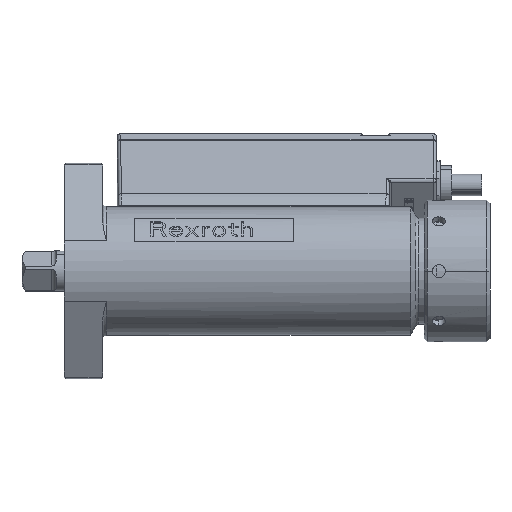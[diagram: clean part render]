
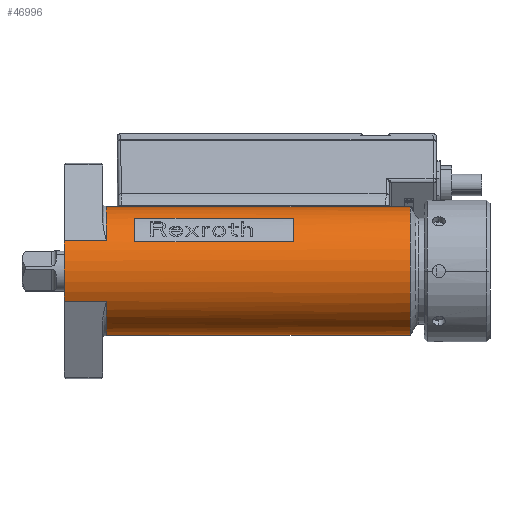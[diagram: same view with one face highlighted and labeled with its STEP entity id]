
A CAD part, front view. The second image highlights one B-rep face of the part: STEP entity #46996.
In plain terms, the highlighted cylindrical face has radius 20 mm (diameter 40 mm), a partial arc.
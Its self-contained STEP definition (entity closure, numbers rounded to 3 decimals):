
#7970=CARTESIAN_POINT('',(-10.8,0.,0.));
#7971=DIRECTION('',(-1.,0.,0.));
#7972=DIRECTION('',(0.,0.,-1.));
#7973=AXIS2_PLACEMENT_3D('',#7970,#7971,#7972);
#7979=DIRECTION('',(1.,0.,0.));
#7980=VECTOR('',#7979,13.2);
#7981=CARTESIAN_POINT('',(-118.6,-17.647,9.412));
#7982=LINE('',#7981,#7980);
#7983=DIRECTION('',(-1.,0.,0.));
#7984=VECTOR('',#7983,94.6);
#7985=CARTESIAN_POINT('',(-10.8,0.,-20.));
#7986=LINE('',#7985,#7984);
#7987=DIRECTION('',(-1.,0.,0.));
#7988=VECTOR('',#7987,13.2);
#7989=CARTESIAN_POINT('',(-105.4,-17.647,-9.412));
#7990=LINE('',#7989,#7988);
#7991=DIRECTION('',(-1.,0.,0.));
#7992=VECTOR('',#7991,49.5);
#7993=CARTESIAN_POINT('',(-47.1,-11.472,16.383));
#7994=LINE('',#7993,#7992);
#7995=DIRECTION('',(1.,0.,0.));
#7996=VECTOR('',#7995,49.5);
#7997=CARTESIAN_POINT('',(-96.6,-17.831,9.059));
#7998=LINE('',#7997,#7996);
#8026=CARTESIAN_POINT('',(-118.6,0.,0.));
#8027=DIRECTION('',(1.,0.,0.));
#8028=DIRECTION('',(0.,-0.882,0.471));
#8029=AXIS2_PLACEMENT_3D('',#8026,#8027,#8028);
#8148=CARTESIAN_POINT('',(-105.4,0.,0.));
#8149=DIRECTION('',(1.,0.,0.));
#8150=DIRECTION('',(0.,-0.882,-0.471));
#8151=AXIS2_PLACEMENT_3D('',#8148,#8149,#8150);
#8262=DIRECTION('',(-1.,0.,0.));
#8263=VECTOR('',#8262,94.6);
#8264=CARTESIAN_POINT('',(-10.8,0.,20.));
#8265=LINE('',#8264,#8263);
#8387=CARTESIAN_POINT('',(-105.4,0.,0.));
#8388=DIRECTION('',(1.,0.,0.));
#8389=DIRECTION('',(0.,0.,1.));
#8390=AXIS2_PLACEMENT_3D('',#8387,#8388,#8389);
#25101=CARTESIAN_POINT('',(-47.1,0.,0.));
#25102=DIRECTION('',(1.,0.,0.));
#25103=DIRECTION('',(0.,-0.574,0.819));
#25104=AXIS2_PLACEMENT_3D('',#25101,#25102,#25103);
#25124=CARTESIAN_POINT('',(-96.6,0.,0.));
#25125=DIRECTION('',(-1.,0.,0.));
#25126=DIRECTION('',(0.,-0.892,0.453));
#25127=AXIS2_PLACEMENT_3D('',#25124,#25125,#25126);
#31466=CARTESIAN_POINT('',(-10.8,0.,20.));
#31467=VERTEX_POINT('',#31466);
#31468=CARTESIAN_POINT('',(-10.8,0.,-20.));
#31469=VERTEX_POINT('',#31468);
#31470=CARTESIAN_POINT('',(-118.6,-17.647,9.412));
#31471=CARTESIAN_POINT('',(-118.6,-17.647,-9.412));
#31472=VERTEX_POINT('',#31470);
#31473=VERTEX_POINT('',#31471);
#31474=CARTESIAN_POINT('',(-105.4,-17.647,9.412));
#31475=VERTEX_POINT('',#31474);
#31476=CARTESIAN_POINT('',(-105.4,0.,20.));
#31477=VERTEX_POINT('',#31476);
#31478=CARTESIAN_POINT('',(-105.4,0.,-20.));
#31479=VERTEX_POINT('',#31478);
#31480=CARTESIAN_POINT('',(-105.4,-17.647,-9.412));
#31481=VERTEX_POINT('',#31480);
#31482=CARTESIAN_POINT('',(-47.1,-11.472,16.383));
#31483=CARTESIAN_POINT('',(-47.1,-17.831,9.059));
#31484=VERTEX_POINT('',#31482);
#31485=VERTEX_POINT('',#31483);
#31486=CARTESIAN_POINT('',(-96.6,-11.472,16.383));
#31487=VERTEX_POINT('',#31486);
#31488=CARTESIAN_POINT('',(-96.6,-17.831,9.059));
#31489=VERTEX_POINT('',#31488);
#46964=CARTESIAN_POINT('',(5.33,0.,0.));
#46965=DIRECTION('',(-1.,0.,0.));
#46966=DIRECTION('',(0.,0.,1.));
#46967=AXIS2_PLACEMENT_3D('',#46964,#46965,#46966);
#46968=CYLINDRICAL_SURFACE('',#46967,20.);
#46970=ORIENTED_EDGE('',*,*,#46969,.F.);
#46972=ORIENTED_EDGE('',*,*,#46971,.T.);
#46974=ORIENTED_EDGE('',*,*,#46973,.F.);
#46976=ORIENTED_EDGE('',*,*,#46975,.F.);
#46977=ORIENTED_EDGE('',*,*,#46951,.F.);
#46979=ORIENTED_EDGE('',*,*,#46978,.T.);
#46981=ORIENTED_EDGE('',*,*,#46980,.F.);
#46983=ORIENTED_EDGE('',*,*,#46982,.T.);
#46984=EDGE_LOOP('',(#46970,#46972,#46974,#46976,#46977,#46979,#46981,#46983));
#46985=FACE_OUTER_BOUND('',#46984,.F.);
#46987=ORIENTED_EDGE('',*,*,#46986,.F.);
#46989=ORIENTED_EDGE('',*,*,#46988,.T.);
#46991=ORIENTED_EDGE('',*,*,#46990,.F.);
#46993=ORIENTED_EDGE('',*,*,#46992,.T.);
#46994=EDGE_LOOP('',(#46987,#46989,#46991,#46993));
#46995=FACE_BOUND('',#46994,.F.);
#46996=ADVANCED_FACE('',(#46985,#46995),#46968,.T.);
#7974=CIRCLE('',#7973,20.);
#8030=CIRCLE('',#8029,20.);
#8152=CIRCLE('',#8151,20.);
#8391=CIRCLE('',#8390,20.);
#25105=CIRCLE('',#25104,20.);
#25128=CIRCLE('',#25127,20.);
#46951=EDGE_CURVE('',#31469,#31467,#7974,.T.);
#46969=EDGE_CURVE('',#31472,#31473,#8030,.T.);
#46971=EDGE_CURVE('',#31472,#31475,#7982,.T.);
#46973=EDGE_CURVE('',#31477,#31475,#8391,.T.);
#46975=EDGE_CURVE('',#31467,#31477,#8265,.T.);
#46978=EDGE_CURVE('',#31469,#31479,#7986,.T.);
#46980=EDGE_CURVE('',#31481,#31479,#8152,.T.);
#46982=EDGE_CURVE('',#31481,#31473,#7990,.T.);
#46986=EDGE_CURVE('',#31484,#31485,#25105,.T.);
#46988=EDGE_CURVE('',#31484,#31487,#7994,.T.);
#46990=EDGE_CURVE('',#31489,#31487,#25128,.T.);
#46992=EDGE_CURVE('',#31489,#31485,#7998,.T.);
